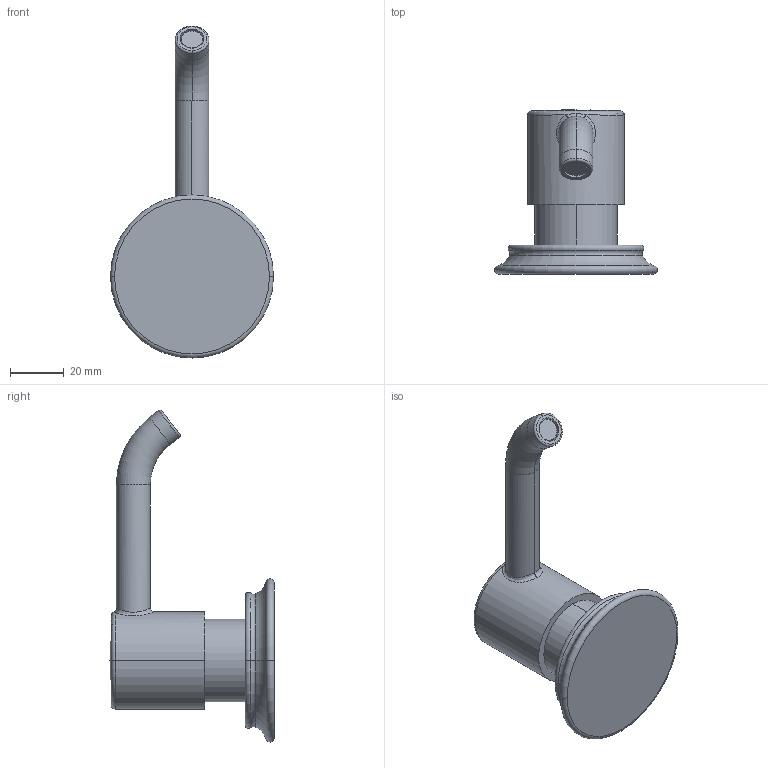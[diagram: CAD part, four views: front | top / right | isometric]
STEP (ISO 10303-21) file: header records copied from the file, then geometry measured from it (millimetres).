
FILE_DESCRIPTION((''),'2;1');
FILE_NAME('3310-5721','2021-10-14T10:24:12',('jinson.thomas'),(''),'CREO PARAMETRIC BY PTC INC, 2018400','CREO PARAMETRIC BY PTC INC, 2018400','');
FILE_SCHEMA(('CONFIG_CONTROL_DESIGN'));
Length unit declared in the file: inch
Products named in the file (1): 3310-5721
Bounding box: 60.95 x 61.37 x 124.11 mm (x, y, z)
Volume: 82104.1 mm3; surface area: 16111.5 mm2
Topology: 1 solids, 1 shells, 40 faces, 83 edges, 47 vertices
Faces by surface type: torus 14, cylinder 12, plane 6, bspline 4, cone 2, sphere 2
Entity records: 1321 total; most frequent: CARTESIAN_POINT 425, DIRECTION 204, ORIENTED_EDGE 162, AXIS2_PLACEMENT_3D 95, EDGE_CURVE 81, CIRCLE 59, VERTEX_POINT 47, EDGE_LOOP 44
